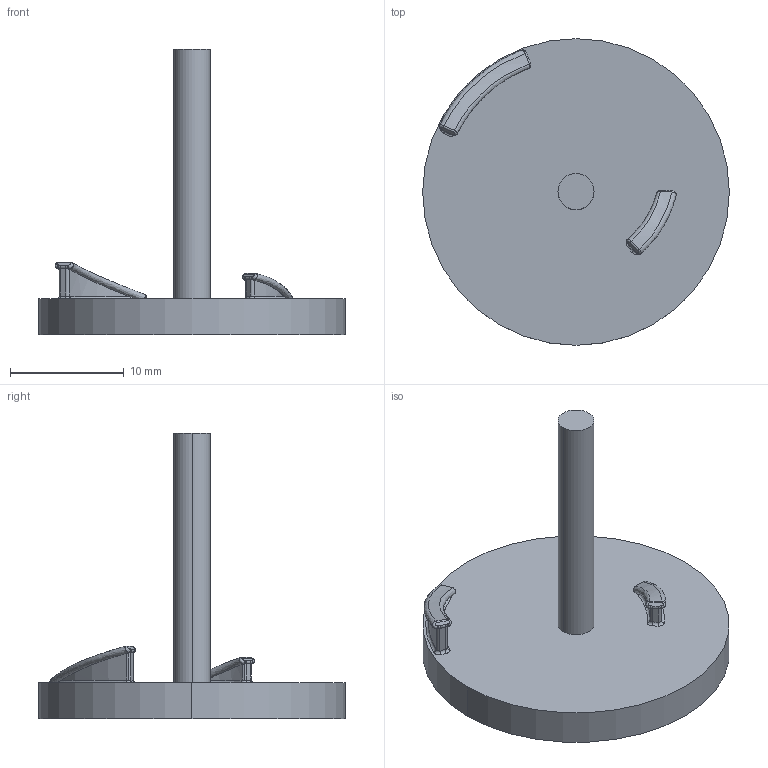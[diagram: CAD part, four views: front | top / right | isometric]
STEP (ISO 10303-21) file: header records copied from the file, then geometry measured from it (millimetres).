
FILE_DESCRIPTION (( 'STEP AP214' ), '1' );
FILE_NAME ('derailleur_v2.STEP', '2025-10-10T15:11:22', ( '' ), ( '' ), 'SwSTEP 2.0', 'SolidWorks 2025', '' );
FILE_SCHEMA (( 'AUTOMOTIVE_DESIGN' ));
Length unit declared in the file: millimetre
Products named in the file (1): derailleur_v2
Bounding box: 27 x 27 x 25.18 mm (x, y, z)
Volume: 2026.3 mm3; surface area: 1705.6 mm2
Topology: 1 solids, 1 shells, 68 faces, 160 edges, 97 vertices
Faces by surface type: bspline 41, cylinder 12, plane 11, torus 4
Entity records: 2979 total; most frequent: CARTESIAN_POINT 1700, ORIENTED_EDGE 320, DIRECTION 170, EDGE_CURVE 160, VERTEX_POINT 97, B_SPLINE_CURVE_WITH_KNOTS 91, AXIS2_PLACEMENT_3D 73, EDGE_LOOP 71
